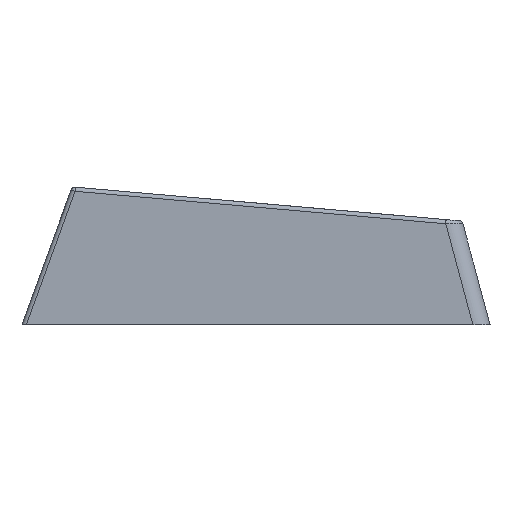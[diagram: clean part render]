
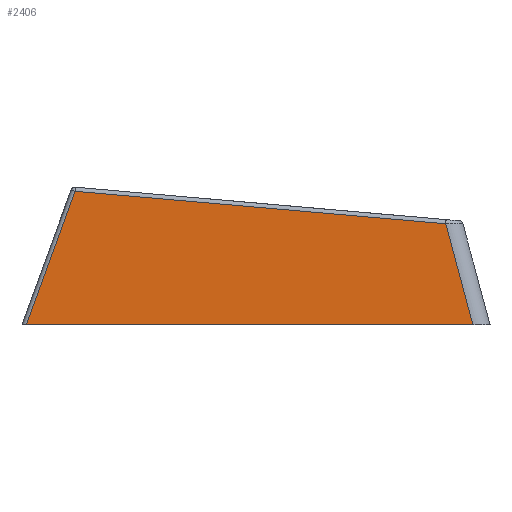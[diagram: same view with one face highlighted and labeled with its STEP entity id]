
A CAD part, left-side view. The second image highlights one B-rep face of the part: STEP entity #2406.
In plain terms, the highlighted planar face has unit normal (-1, 0, 0).
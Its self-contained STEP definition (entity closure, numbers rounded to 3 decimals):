
#72 = PLANE('',#73);
#73 = AXIS2_PLACEMENT_3D('',#74,#75,#76);
#74 = CARTESIAN_POINT('',(0.,112.731,0.));
#75 = DIRECTION('',(0.,0.,-1.));
#76 = DIRECTION('',(0.,-1.,0.));
#421 = EDGE_CURVE('',#422,#424,#426,.T.);
#422 = VERTEX_POINT('',#423);
#423 = CARTESIAN_POINT('',(0.,111.666,0.));
#424 = VERTEX_POINT('',#425);
#425 = CARTESIAN_POINT('',(0.,4.141,0.));
#426 = SURFACE_CURVE('',#427,(#431,#438),.PCURVE_S1.);
#427 = LINE('',#428,#429);
#428 = CARTESIAN_POINT('',(0.,112.731,0.));
#429 = VECTOR('',#430,1.);
#430 = DIRECTION('',(0.,-1.,0.));
#431 = PCURVE('',#72,#432);
#432 = DEFINITIONAL_REPRESENTATION('',(#433),#437);
#433 = LINE('',#434,#435);
#434 = CARTESIAN_POINT('',(0.,0.));
#435 = VECTOR('',#436,1.);
#436 = DIRECTION('',(1.,0.));
#437 = ( GEOMETRIC_REPRESENTATION_CONTEXT(2) 
PARAMETRIC_REPRESENTATION_CONTEXT() REPRESENTATION_CONTEXT('2D SPACE',''
  ) );
#438 = PCURVE('',#439,#444);
#439 = PLANE('',#440);
#440 = AXIS2_PLACEMENT_3D('',#441,#442,#443);
#441 = CARTESIAN_POINT('',(0.,56.934,13.627)
  );
#442 = DIRECTION('',(1.,0.,0.));
#443 = DIRECTION('',(0.,0.,1.));
#444 = DEFINITIONAL_REPRESENTATION('',(#445),#449);
#445 = LINE('',#446,#447);
#446 = CARTESIAN_POINT('',(-13.627,-55.797));
#447 = VECTOR('',#448,1.);
#448 = DIRECTION('',(0.,1.));
#449 = ( GEOMETRIC_REPRESENTATION_CONTEXT(2) 
PARAMETRIC_REPRESENTATION_CONTEXT() REPRESENTATION_CONTEXT('2D SPACE',''
  ) );
#468 = CYLINDRICAL_SURFACE('',#469,1.);
#469 = AXIS2_PLACEMENT_3D('',#470,#471,#472);
#470 = CARTESIAN_POINT('',(1.,99.7,32.877));
#471 = DIRECTION('',(0.,0.342,-0.94));
#472 = DIRECTION('',(-1.,0.,0.));
#650 = CYLINDRICAL_SURFACE('',#651,4.);
#651 = AXIS2_PLACEMENT_3D('',#652,#653,#654);
#652 = CARTESIAN_POINT('',(4.,3.864,-1.035));
#653 = DIRECTION('',(0.,0.259,0.966));
#654 = DIRECTION('',(0.,-0.966,0.259));
#2406 = ADVANCED_FACE('',(#2407),#439,.F.);
#2407 = FACE_BOUND('',#2408,.F.);
#2408 = EDGE_LOOP('',(#2409,#2432,#2433,#2456));
#2409 = ORIENTED_EDGE('',*,*,#2410,.F.);
#2410 = EDGE_CURVE('',#424,#2411,#2413,.T.);
#2411 = VERTEX_POINT('',#2412);
#2412 = CARTESIAN_POINT('',(0.,10.664,24.343));
#2413 = SURFACE_CURVE('',#2414,(#2418,#2425),.PCURVE_S1.);
#2414 = LINE('',#2415,#2416);
#2415 = CARTESIAN_POINT('',(0.,3.864,-1.035));
#2416 = VECTOR('',#2417,1.);
#2417 = DIRECTION('',(0.,0.259,0.966));
#2418 = PCURVE('',#439,#2419);
#2419 = DEFINITIONAL_REPRESENTATION('',(#2420),#2424);
#2420 = LINE('',#2421,#2422);
#2421 = CARTESIAN_POINT('',(-14.663,53.07));
#2422 = VECTOR('',#2423,1.);
#2423 = DIRECTION('',(0.966,-0.259));
#2424 = ( GEOMETRIC_REPRESENTATION_CONTEXT(2) 
PARAMETRIC_REPRESENTATION_CONTEXT() REPRESENTATION_CONTEXT('2D SPACE',''
  ) );
#2425 = PCURVE('',#650,#2426);
#2426 = DEFINITIONAL_REPRESENTATION('',(#2427),#2431);
#2427 = LINE('',#2428,#2429);
#2428 = CARTESIAN_POINT('',(-1.571,0.));
#2429 = VECTOR('',#2430,1.);
#2430 = DIRECTION('',(-0.,1.));
#2431 = ( GEOMETRIC_REPRESENTATION_CONTEXT(2) 
PARAMETRIC_REPRESENTATION_CONTEXT() REPRESENTATION_CONTEXT('2D SPACE',''
  ) );
#2432 = ORIENTED_EDGE('',*,*,#421,.F.);
#2433 = ORIENTED_EDGE('',*,*,#2434,.F.);
#2434 = EDGE_CURVE('',#2435,#422,#2437,.T.);
#2435 = VERTEX_POINT('',#2436);
#2436 = CARTESIAN_POINT('',(0.,99.963,32.156));
#2437 = SURFACE_CURVE('',#2438,(#2442,#2449),.PCURVE_S1.);
#2438 = LINE('',#2439,#2440);
#2439 = CARTESIAN_POINT('',(0.,99.7,32.877));
#2440 = VECTOR('',#2441,1.);
#2441 = DIRECTION('',(0.,0.342,-0.94));
#2442 = PCURVE('',#439,#2443);
#2443 = DEFINITIONAL_REPRESENTATION('',(#2444),#2448);
#2444 = LINE('',#2445,#2446);
#2445 = CARTESIAN_POINT('',(19.25,-42.767));
#2446 = VECTOR('',#2447,1.);
#2447 = DIRECTION('',(-0.94,-0.342));
#2448 = ( GEOMETRIC_REPRESENTATION_CONTEXT(2) 
PARAMETRIC_REPRESENTATION_CONTEXT() REPRESENTATION_CONTEXT('2D SPACE',''
  ) );
#2449 = PCURVE('',#468,#2450);
#2450 = DEFINITIONAL_REPRESENTATION('',(#2451),#2455);
#2451 = LINE('',#2452,#2453);
#2452 = CARTESIAN_POINT('',(0.,0.));
#2453 = VECTOR('',#2454,1.);
#2454 = DIRECTION('',(0.,1.));
#2455 = ( GEOMETRIC_REPRESENTATION_CONTEXT(2) 
PARAMETRIC_REPRESENTATION_CONTEXT() REPRESENTATION_CONTEXT('2D SPACE',''
  ) );
#2456 = ORIENTED_EDGE('',*,*,#2457,.F.);
#2457 = EDGE_CURVE('',#2411,#2435,#2458,.T.);
#2458 = SURFACE_CURVE('',#2459,(#2463,#2470),.PCURVE_S1.);
#2459 = LINE('',#2460,#2461);
#2460 = CARTESIAN_POINT('',(0.,11.026,24.375)
  );
#2461 = VECTOR('',#2462,1.);
#2462 = DIRECTION('',(0.,0.996,0.087));
#2463 = PCURVE('',#439,#2464);
#2464 = DEFINITIONAL_REPRESENTATION('',(#2465),#2469);
#2465 = LINE('',#2466,#2467);
#2466 = CARTESIAN_POINT('',(10.748,45.907));
#2467 = VECTOR('',#2468,1.);
#2468 = DIRECTION('',(0.087,-0.996));
#2469 = ( GEOMETRIC_REPRESENTATION_CONTEXT(2) 
PARAMETRIC_REPRESENTATION_CONTEXT() REPRESENTATION_CONTEXT('2D SPACE',''
  ) );
#2470 = PCURVE('',#2471,#2476);
#2471 = CYLINDRICAL_SURFACE('',#2472,1.);
#2472 = AXIS2_PLACEMENT_3D('',#2473,#2474,#2475);
#2473 = CARTESIAN_POINT('',(1.,11.026,24.375));
#2474 = DIRECTION('',(0.,0.996,0.087));
#2475 = DIRECTION('',(0.,-0.087,0.996));
#2476 = DEFINITIONAL_REPRESENTATION('',(#2477),#2481);
#2477 = LINE('',#2478,#2479);
#2478 = CARTESIAN_POINT('',(-1.571,0.));
#2479 = VECTOR('',#2480,1.);
#2480 = DIRECTION('',(-0.,1.));
#2481 = ( GEOMETRIC_REPRESENTATION_CONTEXT(2) 
PARAMETRIC_REPRESENTATION_CONTEXT() REPRESENTATION_CONTEXT('2D SPACE',''
  ) );
